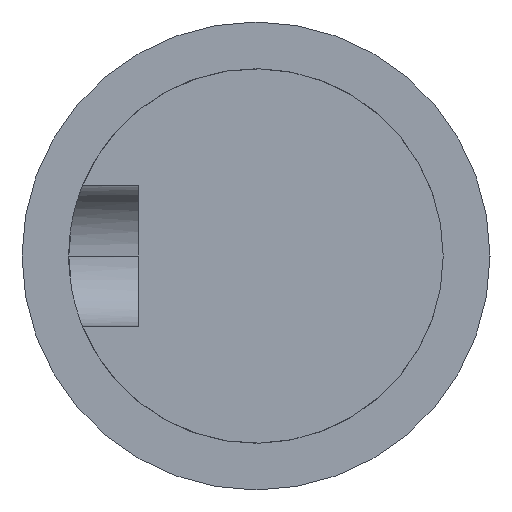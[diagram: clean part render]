
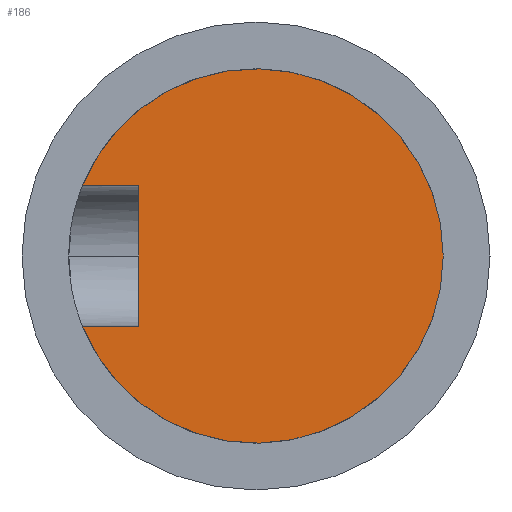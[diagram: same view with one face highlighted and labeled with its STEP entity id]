
A CAD part, left-side view. The second image highlights one B-rep face of the part: STEP entity #186.
In plain terms, the highlighted planar face has unit normal (-1, 0, 0).
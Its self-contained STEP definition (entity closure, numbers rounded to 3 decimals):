
#16=PLANE('',#228);
#26=FACE_OUTER_BOUND('',#38,.T.);
#38=EDGE_LOOP('',(#144,#145,#146,#147,#148));
#56=LINE('',#362,#69);
#57=LINE('',#364,#70);
#58=LINE('',#365,#71);
#69=VECTOR('',#272,1000.);
#70=VECTOR('',#273,1000.);
#71=VECTOR('',#274,1000.);
#78=CIRCLE('',#223,4.);
#80=CIRCLE('',#226,4.);
#93=VERTEX_POINT('',#331);
#94=VERTEX_POINT('',#332);
#97=VERTEX_POINT('',#356);
#98=VERTEX_POINT('',#361);
#99=VERTEX_POINT('',#363);
#109=EDGE_CURVE('',#93,#94,#78,.T.);
#114=EDGE_CURVE('',#97,#93,#80,.T.);
#117=EDGE_CURVE('',#98,#97,#56,.T.);
#118=EDGE_CURVE('',#99,#94,#57,.T.);
#119=EDGE_CURVE('',#99,#98,#58,.T.);
#144=ORIENTED_EDGE('',*,*,#117,.T.);
#145=ORIENTED_EDGE('',*,*,#114,.T.);
#146=ORIENTED_EDGE('',*,*,#109,.T.);
#147=ORIENTED_EDGE('',*,*,#118,.F.);
#148=ORIENTED_EDGE('',*,*,#119,.T.);
#186=ADVANCED_FACE('',(#26),#16,.T.);
#223=AXIS2_PLACEMENT_3D('',#333,#257,#258);
#226=AXIS2_PLACEMENT_3D('',#357,#265,#266);
#228=AXIS2_PLACEMENT_3D('',#360,#270,#271);
#257=DIRECTION('center_axis',(-1.,0.,0.));
#258=DIRECTION('ref_axis',(0.,1.,0.));
#265=DIRECTION('center_axis',(-1.,0.,0.));
#266=DIRECTION('ref_axis',(0.,1.,0.));
#270=DIRECTION('center_axis',(-1.,0.,0.));
#271=DIRECTION('ref_axis',(0.,1.,0.));
#272=DIRECTION('',(0.,1.,0.));
#273=DIRECTION('',(0.,1.,0.));
#274=DIRECTION('',(0.,0.,-1.));
#331=CARTESIAN_POINT('',(-38.,-8.,-212.));
#332=CARTESIAN_POINT('',(-38.,-0.292,-210.5));
#333=CARTESIAN_POINT('Origin',(-38.,-4.,-212.));
#356=CARTESIAN_POINT('',(-38.,-0.292,-213.5));
#357=CARTESIAN_POINT('Origin',(-38.,-4.,-212.));
#360=CARTESIAN_POINT('Origin',(-38.,-4.,-212.));
#361=CARTESIAN_POINT('',(-38.,-1.5,-213.5));
#362=CARTESIAN_POINT('',(-38.,-1.5,-213.5));
#363=CARTESIAN_POINT('',(-38.,-1.5,-210.5));
#364=CARTESIAN_POINT('',(-38.,-1.5,-210.5));
#365=CARTESIAN_POINT('',(-38.,-1.5,-212.));
